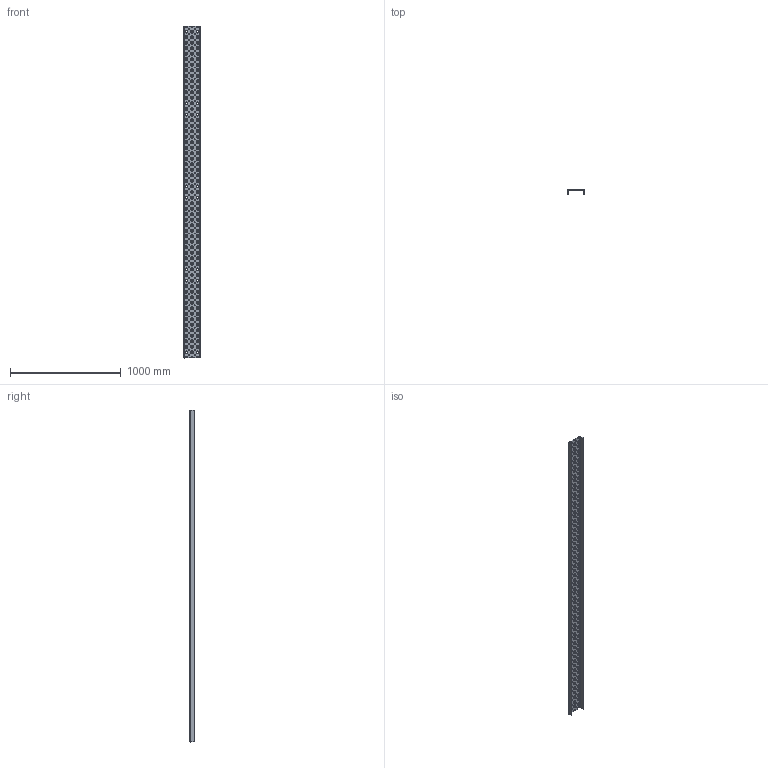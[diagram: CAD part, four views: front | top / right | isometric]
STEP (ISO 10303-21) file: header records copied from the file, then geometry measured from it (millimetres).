
FILE_DESCRIPTION (( 'STEP AP203' ), '1' );
FILE_NAME ('TYPE K_150x3000x43.STEP', '2012-10-23T12:44:01', ( 'JKJ' ), ( '' ), 'SwSTEP 2.0', 'SolidWorks 2011', '' );
FILE_SCHEMA (( 'CONFIG_CONTROL_DESIGN' ));
Length unit declared in the file: millimetre
Products named in the file (1): TYPE K_150x3000x43
Bounding box: 150 x 43 x 3000 mm (x, y, z)
Volume: 1893201.5 mm3; surface area: 1316635.4 mm2
Topology: 1 solids, 1 shells, 1075 faces, 2945 edges, 1872 vertices
Faces by surface type: cone 549, torus 366, cylinder 124, plane 36
Full cylindrical faces by diameter (mm): 9 x120
Entity records: 26311 total; most frequent: DIRECTION 4988, CARTESIAN_POINT 3940, ORIENTED_EDGE 2932, EDGE_LOOP 2674, AXIS2_PLACEMENT_3D 2446, FACE_OUTER_BOUND 1549, EDGE_CURVE 1466, VERTEX_POINT 1398
